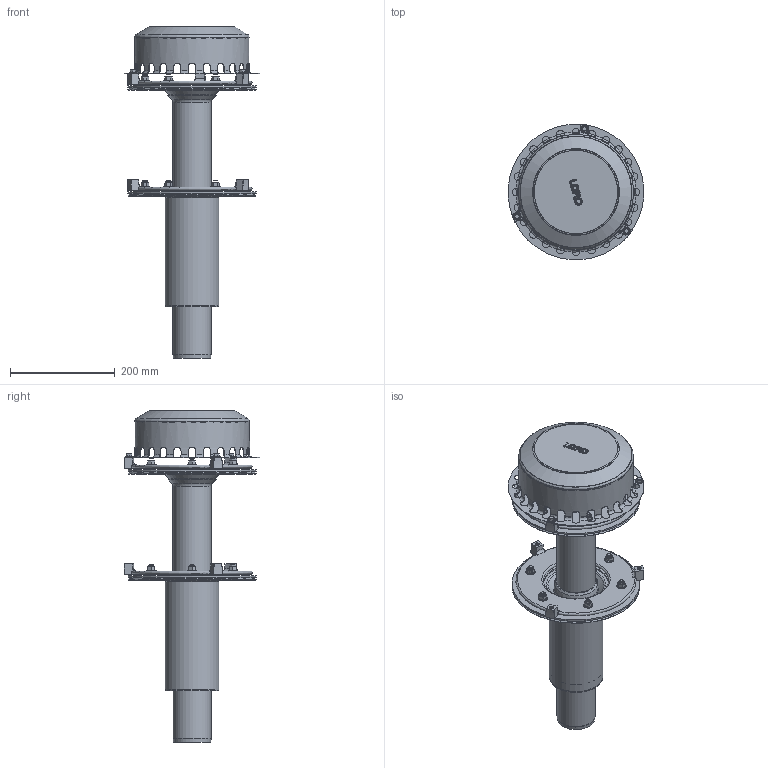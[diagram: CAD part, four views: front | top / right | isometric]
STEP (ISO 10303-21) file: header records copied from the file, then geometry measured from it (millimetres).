
FILE_DESCRIPTION(/* description */ (''),/* implementation_level */ '2;1');
FILE_NAME(/* name */ '22122.070X_3D.stp',/* time_stamp */ '2024-12-12T09:29:44+01:00',/* author */ ('CAD'),/* organization */ (''),/* preprocessor_version */ 'ST-DEVELOPER v20',/* originating_system */ 'AutoCAD Mechanical',/* authorisation */ '');
FILE_SCHEMA (('AUTOMOTIVE_DESIGN { 1 0 10303 214 3 1 1 }'));
Length unit declared in the file: millimetre
Products named in the file (2): Product; *S4
Assembly tree (1 placements, depth 2):
  Product
    *S4
Bounding box: 259.01 x 259.29 x 635.25 mm (x, y, z)
Volume: 2595205.3 mm3; surface area: 1397424.9 mm2
Topology: 52 solids, 52 shells, 1306 faces, 3080 edges, 1862 vertices
Faces by surface type: cone 586, plane 324, cylinder 219, torus 140, bspline 34, sphere 3
Full cylindrical faces by diameter (mm): 6.647 x13, 6.65 x1, 7 x12, 8 x28, 9.5 x2, 10.5 x2, 12 x1, 13 x12, 16 x13, 70 x2, 73 x4, 75.8 x1, 75.973 x1, 78.746 x1, 78.8 x2, 80.5 x1, 80.8 x2, 83.8 x1, 100 x2, 102 x1, 103 x1, 125 x2, 213.5 x1, 218 x2, 220 x1, 245 x2, 260 x1
Entity records: 45335 total; most frequent: CARTESIAN_POINT 15220, DIRECTION 6422, ORIENTED_EDGE 6148, EDGE_CURVE 3074, AXIS2_PLACEMENT_3D 2682, VERTEX_POINT 1860, EDGE_LOOP 1476, CIRCLE 1368
